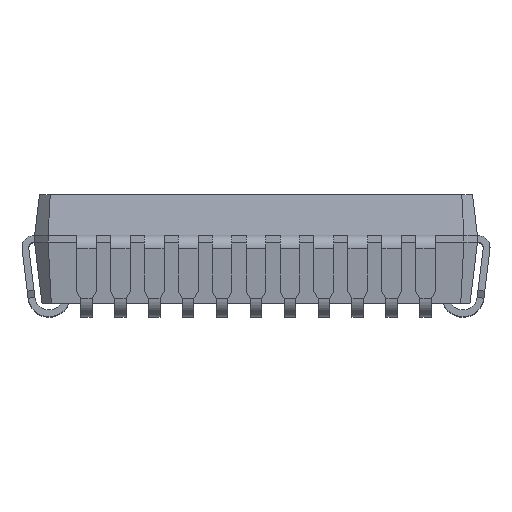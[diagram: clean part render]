
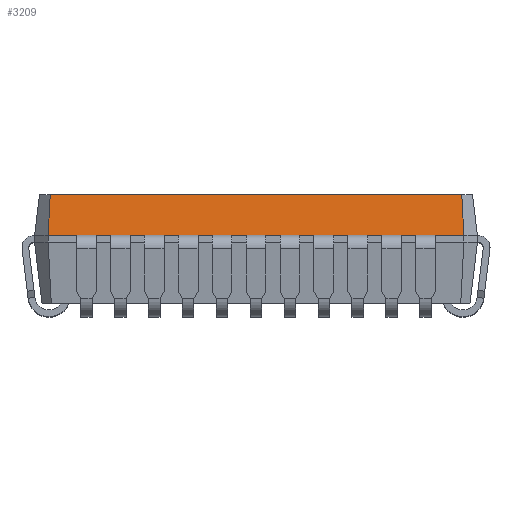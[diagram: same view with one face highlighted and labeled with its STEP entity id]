
A CAD part, top view. The second image highlights one B-rep face of the part: STEP entity #3209.
In plain terms, the highlighted planar face has unit normal (0, 0.122, 0.993).
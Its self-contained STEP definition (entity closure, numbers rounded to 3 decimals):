
#1422 = LINE ( 'NONE', #6888, #19974 ) ;
#1516 = DIRECTION ( 'NONE',  ( -0.05, -0.991, 0.122 ) ) ;
#1552 = VERTEX_POINT ( 'NONE', #6995 ) ;
#2488 = DIRECTION ( 'NONE',  ( 1., 0., 0. ) ) ;
#2998 = ORIENTED_EDGE ( 'NONE', *, *, #5192, .T. ) ;
#3209 = ADVANCED_FACE ( 'NONE', ( #18705 ), #11926, .T. ) ;
#3429 = CARTESIAN_POINT ( 'NONE',  ( 7.705, 4.572, 8.106 ) ) ;
#3466 = EDGE_CURVE ( 'NONE', #1552, #26214, #4897, .T. ) ;
#4897 = LINE ( 'NONE', #19923, #19794 ) ;
#5192 = EDGE_CURVE ( 'NONE', #26214, #14246, #1422, .T. ) ;
#6888 = CARTESIAN_POINT ( 'NONE',  ( -7.783, 3.048, 8.293 ) ) ;
#6995 = CARTESIAN_POINT ( 'NONE',  ( -7.705, 4.572, 8.106 ) ) ;
#7269 = ORIENTED_EDGE ( 'NONE', *, *, #17233, .F. ) ;
#8173 = CARTESIAN_POINT ( 'NONE',  ( 7.783, 3.048, 8.293 ) ) ;
#8262 = EDGE_LOOP ( 'NONE', ( #29778, #27066, #2998, #7269 ) ) ;
#8832 = LINE ( 'NONE', #8173, #22957 ) ;
#9848 = VERTEX_POINT ( 'NONE', #3429 ) ;
#11926 = PLANE ( 'NONE',  #26925 ) ;
#14246 = VERTEX_POINT ( 'NONE', #19479 ) ;
#15756 = CARTESIAN_POINT ( 'NONE',  ( -7.783, 4.572, 8.106 ) ) ;
#17233 = EDGE_CURVE ( 'NONE', #9848, #14246, #8832, .T. ) ;
#17627 = EDGE_CURVE ( 'NONE', #1552, #9848, #21608, .T. ) ;
#18705 = FACE_OUTER_BOUND ( 'NONE', #8262, .T. ) ;
#19479 = CARTESIAN_POINT ( 'NONE',  ( 7.783, 3.048, 8.293 ) ) ;
#19794 = VECTOR ( 'NONE', #1516, 1000. ) ;
#19923 = CARTESIAN_POINT ( 'NONE',  ( -7.783, 3.048, 8.293 ) ) ;
#19974 = VECTOR ( 'NONE', #2488, 1000. ) ;
#20425 = DIRECTION ( 'NONE',  ( 1., 0., 0. ) ) ;
#21608 = LINE ( 'NONE', #15756, #21889 ) ;
#21889 = VECTOR ( 'NONE', #20425, 1000. ) ;
#22957 = VECTOR ( 'NONE', #26559, 1000. ) ;
#23576 = DIRECTION ( 'NONE',  ( 0., 0.122, 0.993 ) ) ;
#26214 = VERTEX_POINT ( 'NONE', #27364 ) ;
#26559 = DIRECTION ( 'NONE',  ( 0.05, -0.991, 0.122 ) ) ;
#26925 = AXIS2_PLACEMENT_3D ( 'NONE', #28198, #23576, #28394 ) ;
#27066 = ORIENTED_EDGE ( 'NONE', *, *, #3466, .T. ) ;
#27364 = CARTESIAN_POINT ( 'NONE',  ( -7.783, 3.048, 8.293 ) ) ;
#28198 = CARTESIAN_POINT ( 'NONE',  ( -7.783, 3.048, 8.293 ) ) ;
#28394 = DIRECTION ( 'NONE',  ( 0., -0.993, 0.122 ) ) ;
#29778 = ORIENTED_EDGE ( 'NONE', *, *, #17627, .F. ) ;
